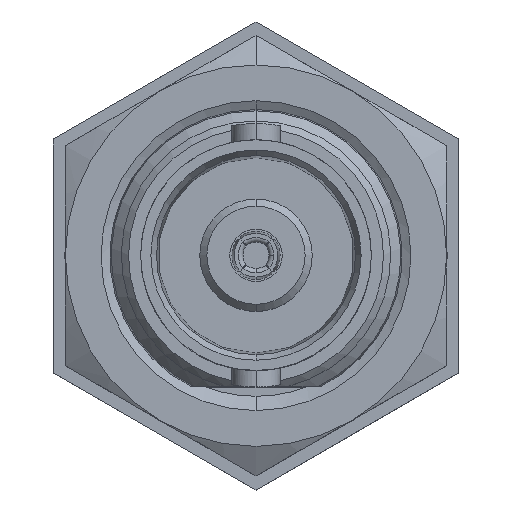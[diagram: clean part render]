
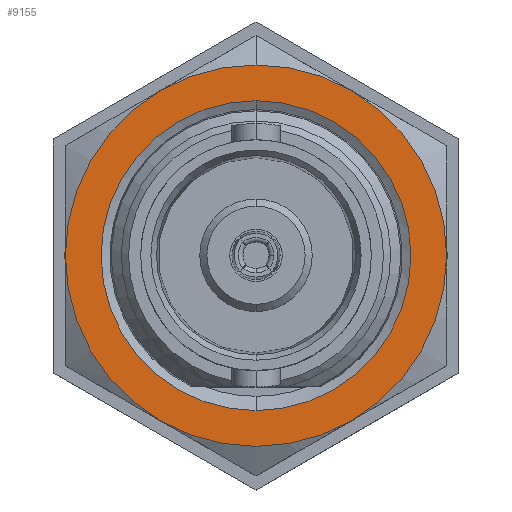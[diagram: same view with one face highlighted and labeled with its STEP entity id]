
A CAD part, top view. The second image highlights one B-rep face of the part: STEP entity #9155.
In plain terms, the highlighted planar face has unit normal (0, 0, 1).
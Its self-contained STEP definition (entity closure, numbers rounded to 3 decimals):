
#125 = VERTEX_POINT ( 'NONE', #2124 ) ;
#147 = AXIS2_PLACEMENT_3D ( 'NONE', #9943, #8166, #2925 ) ;
#367 = EDGE_CURVE ( 'NONE', #10140, #1744, #8392, .T. ) ;
#455 = ORIENTED_EDGE ( 'NONE', *, *, #3734, .T. ) ;
#670 = CIRCLE ( 'NONE', #2359, 8. ) ;
#1223 = DIRECTION ( 'NONE',  ( 0., 0., 1. ) ) ;
#1462 = CARTESIAN_POINT ( 'NONE',  ( -8., 0., -12.8 ) ) ;
#1556 = DIRECTION ( 'NONE',  ( 0., 0., 1. ) ) ;
#1609 = DIRECTION ( 'NONE',  ( 0., 0., 1. ) ) ;
#1744 = VERTEX_POINT ( 'NONE', #11068 ) ;
#2049 = CIRCLE ( 'NONE', #2881, 8. ) ;
#2124 = CARTESIAN_POINT ( 'NONE',  ( 8., 0., -12.8 ) ) ;
#2243 = EDGE_LOOP ( 'NONE', ( #9624, #5849 ) ) ;
#2355 = ORIENTED_EDGE ( 'NONE', *, *, #11334, .T. ) ;
#2359 = AXIS2_PLACEMENT_3D ( 'NONE', #9618, #10556, #5919 ) ;
#2441 = CARTESIAN_POINT ( 'NONE',  ( 0., 0., -12.8 ) ) ;
#2514 = AXIS2_PLACEMENT_3D ( 'NONE', #2441, #4842, #10316 ) ;
#2530 = VERTEX_POINT ( 'NONE', #10473 ) ;
#2583 = EDGE_CURVE ( 'NONE', #6507, #3732, #3829, .T. ) ;
#2724 = AXIS2_PLACEMENT_3D ( 'NONE', #5835, #10959, #3146 ) ;
#2875 = CARTESIAN_POINT ( 'NONE',  ( -4., -6.928, -12.8 ) ) ;
#2881 = AXIS2_PLACEMENT_3D ( 'NONE', #2992, #9098, #5718 ) ;
#2925 = DIRECTION ( 'NONE',  ( 0., -1., 0. ) ) ;
#2992 = CARTESIAN_POINT ( 'NONE',  ( 0., 0., -12.8 ) ) ;
#3133 = ORIENTED_EDGE ( 'NONE', *, *, #367, .T. ) ;
#3146 = DIRECTION ( 'NONE',  ( 0., -1., 0. ) ) ;
#3287 = DIRECTION ( 'NONE',  ( 0., -1., 0. ) ) ;
#3604 = ORIENTED_EDGE ( 'NONE', *, *, #2583, .T. ) ;
#3648 = DIRECTION ( 'NONE',  ( 0., 1., 0. ) ) ;
#3722 = CARTESIAN_POINT ( 'NONE',  ( 0., 8., -12.8 ) ) ;
#3732 = VERTEX_POINT ( 'NONE', #1462 ) ;
#3734 = EDGE_CURVE ( 'NONE', #125, #2530, #670, .T. ) ;
#3829 = CIRCLE ( 'NONE', #5068, 8. ) ;
#3926 = CIRCLE ( 'NONE', #147, 8. ) ;
#3998 = CARTESIAN_POINT ( 'NONE',  ( 0., 0., -12.8 ) ) ;
#4259 = CARTESIAN_POINT ( 'NONE',  ( 0., -6.5, -12.8 ) ) ;
#4406 = EDGE_CURVE ( 'NONE', #2530, #9580, #3926, .T. ) ;
#4481 = EDGE_CURVE ( 'NONE', #9580, #6507, #8470, .T. ) ;
#4641 = CARTESIAN_POINT ( 'NONE',  ( 0., 8., -12.8 ) ) ;
#4654 = FACE_OUTER_BOUND ( 'NONE', #8261, .T. ) ;
#4842 = DIRECTION ( 'NONE',  ( 0., 0., 1. ) ) ;
#5068 = AXIS2_PLACEMENT_3D ( 'NONE', #6860, #1609, #7736 ) ;
#5381 = VERTEX_POINT ( 'NONE', #5436 ) ;
#5436 = CARTESIAN_POINT ( 'NONE',  ( 0., 6.5, -12.8 ) ) ;
#5718 = DIRECTION ( 'NONE',  ( 0., -1., 0. ) ) ;
#5786 = CIRCLE ( 'NONE', #6721, 6.5 ) ;
#5801 = DIRECTION ( 'NONE',  ( 0., -1., 0. ) ) ;
#5835 = CARTESIAN_POINT ( 'NONE',  ( 0., 0., -12.8 ) ) ;
#5849 = ORIENTED_EDGE ( 'NONE', *, *, #10312, .F. ) ;
#5919 = DIRECTION ( 'NONE',  ( 0., -1., 0. ) ) ;
#6062 = ORIENTED_EDGE ( 'NONE', *, *, #9751, .T. ) ;
#6336 = CARTESIAN_POINT ( 'NONE',  ( -4., 6.928, -12.8 ) ) ;
#6453 = CARTESIAN_POINT ( 'NONE',  ( 0., 0., -12.8 ) ) ;
#6490 = VERTEX_POINT ( 'NONE', #4259 ) ;
#6507 = VERTEX_POINT ( 'NONE', #6336 ) ;
#6721 = AXIS2_PLACEMENT_3D ( 'NONE', #11196, #1556, #3287 ) ;
#6752 = ORIENTED_EDGE ( 'NONE', *, *, #4406, .T. ) ;
#6860 = CARTESIAN_POINT ( 'NONE',  ( 0., 0., -12.8 ) ) ;
#7354 = FACE_BOUND ( 'NONE', #2243, .T. ) ;
#7736 = DIRECTION ( 'NONE',  ( 0., -1., 0. ) ) ;
#8017 = PLANE ( 'NONE',  #10929 ) ;
#8159 = CIRCLE ( 'NONE', #10550, 8. ) ;
#8166 = DIRECTION ( 'NONE',  ( 0., 0., 1. ) ) ;
#8261 = EDGE_LOOP ( 'NONE', ( #6062, #455, #6752, #11046, #3604, #2355, #3133 ) ) ;
#8392 = CIRCLE ( 'NONE', #2514, 8. ) ;
#8470 = CIRCLE ( 'NONE', #2724, 8. ) ;
#8539 = DIRECTION ( 'NONE',  ( 0., 0., 1. ) ) ;
#8702 = CIRCLE ( 'NONE', #9117, 6.5 ) ;
#9091 = DIRECTION ( 'NONE',  ( 0., -1., 0. ) ) ;
#9098 = DIRECTION ( 'NONE',  ( 0., 0., 1. ) ) ;
#9117 = AXIS2_PLACEMENT_3D ( 'NONE', #3998, #8539, #5801 ) ;
#9155 = ADVANCED_FACE ( 'NONE', ( #7354, #4654 ), #8017, .F. ) ;
#9580 = VERTEX_POINT ( 'NONE', #4641 ) ;
#9618 = CARTESIAN_POINT ( 'NONE',  ( 0., 0., -12.8 ) ) ;
#9624 = ORIENTED_EDGE ( 'NONE', *, *, #9818, .F. ) ;
#9751 = EDGE_CURVE ( 'NONE', #1744, #125, #8159, .T. ) ;
#9818 = EDGE_CURVE ( 'NONE', #6490, #5381, #8702, .T. ) ;
#9841 = DIRECTION ( 'NONE',  ( 0., 0., -1. ) ) ;
#9943 = CARTESIAN_POINT ( 'NONE',  ( 0., 0., -12.8 ) ) ;
#10140 = VERTEX_POINT ( 'NONE', #2875 ) ;
#10312 = EDGE_CURVE ( 'NONE', #5381, #6490, #5786, .T. ) ;
#10316 = DIRECTION ( 'NONE',  ( 0., -1., 0. ) ) ;
#10473 = CARTESIAN_POINT ( 'NONE',  ( 4., 6.928, -12.8 ) ) ;
#10550 = AXIS2_PLACEMENT_3D ( 'NONE', #6453, #1223, #9091 ) ;
#10556 = DIRECTION ( 'NONE',  ( 0., 0., 1. ) ) ;
#10929 = AXIS2_PLACEMENT_3D ( 'NONE', #3722, #9841, #3648 ) ;
#10959 = DIRECTION ( 'NONE',  ( 0., 0., 1. ) ) ;
#11046 = ORIENTED_EDGE ( 'NONE', *, *, #4481, .T. ) ;
#11068 = CARTESIAN_POINT ( 'NONE',  ( 4., -6.928, -12.8 ) ) ;
#11196 = CARTESIAN_POINT ( 'NONE',  ( 0., 0., -12.8 ) ) ;
#11334 = EDGE_CURVE ( 'NONE', #3732, #10140, #2049, .T. ) ;
